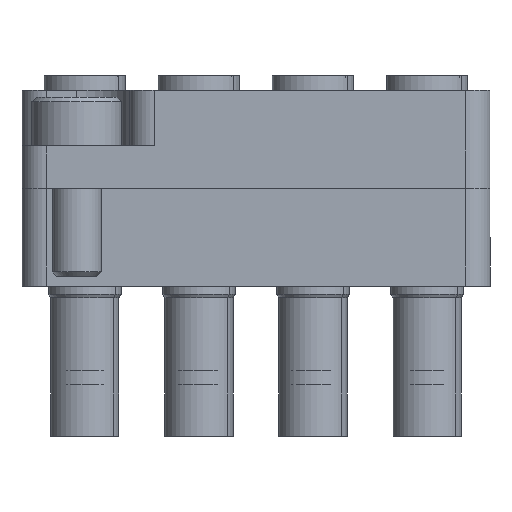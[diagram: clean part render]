
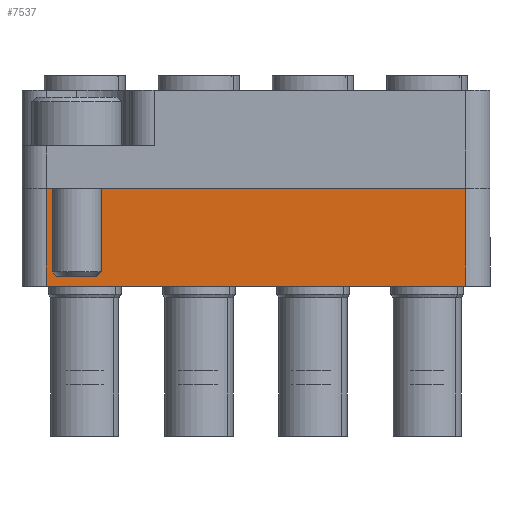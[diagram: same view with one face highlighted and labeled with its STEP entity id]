
A CAD part, front view. The second image highlights one B-rep face of the part: STEP entity #7537.
In plain terms, the highlighted face is planar.
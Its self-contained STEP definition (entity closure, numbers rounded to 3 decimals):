
#151 = DIRECTION ( 'NONE',  ( 0., 1., 0. ) ) ;
#861 = CARTESIAN_POINT ( 'NONE',  ( 22., 0., 14.35 ) ) ;
#1068 = LINE ( 'NONE', #861, #16976 ) ;
#1890 = EDGE_CURVE ( 'NONE', #13379, #6132, #9700, .T. ) ;
#2589 = VERTEX_POINT ( 'NONE', #17893 ) ;
#2694 = DIRECTION ( 'NONE',  ( 0., -1., 0. ) ) ;
#3271 = DIRECTION ( 'NONE',  ( -1., 0., 0. ) ) ;
#4117 = EDGE_CURVE ( 'NONE', #15987, #2589, #10800, .T. ) ;
#5124 = LINE ( 'NONE', #9938, #20504 ) ;
#6132 = VERTEX_POINT ( 'NONE', #11832 ) ;
#7359 = EDGE_CURVE ( 'NONE', #13379, #2589, #5124, .T. ) ;
#7528 = CARTESIAN_POINT ( 'NONE',  ( 22., -6., 12.85 ) ) ;
#7537 = ADVANCED_FACE ( 'NONE', ( #15674 ), #14104, .F. ) ;
#7559 = EDGE_LOOP ( 'NONE', ( #12124, #15826, #10698, #14019 ) ) ;
#7851 = EDGE_CURVE ( 'NONE', #6132, #15987, #1068, .T. ) ;
#9135 = DIRECTION ( 'NONE',  ( 0., 0., 1. ) ) ;
#9700 = LINE ( 'NONE', #14536, #15361 ) ;
#9938 = CARTESIAN_POINT ( 'NONE',  ( 22., -6., 14.35 ) ) ;
#10698 = ORIENTED_EDGE ( 'NONE', *, *, #7851, .T. ) ;
#10800 = LINE ( 'NONE', #7528, #17478 ) ;
#11832 = CARTESIAN_POINT ( 'NONE',  ( 22., 0., -12.85 ) ) ;
#12124 = ORIENTED_EDGE ( 'NONE', *, *, #7359, .F. ) ;
#13379 = VERTEX_POINT ( 'NONE', #20630 ) ;
#14019 = ORIENTED_EDGE ( 'NONE', *, *, #4117, .T. ) ;
#14104 = PLANE ( 'NONE',  #16484 ) ;
#14536 = CARTESIAN_POINT ( 'NONE',  ( 22., 0., -12.85 ) ) ;
#15361 = VECTOR ( 'NONE', #151, 1000. ) ;
#15674 = FACE_OUTER_BOUND ( 'NONE', #7559, .T. ) ;
#15826 = ORIENTED_EDGE ( 'NONE', *, *, #1890, .T. ) ;
#15987 = VERTEX_POINT ( 'NONE', #16389 ) ;
#15990 = DIRECTION ( 'NONE',  ( 0., 0., 1. ) ) ;
#16198 = CARTESIAN_POINT ( 'NONE',  ( 22., -6., 14.35 ) ) ;
#16343 = DIRECTION ( 'NONE',  ( 0., 0., 1. ) ) ;
#16389 = CARTESIAN_POINT ( 'NONE',  ( 22., 0., 12.85 ) ) ;
#16484 = AXIS2_PLACEMENT_3D ( 'NONE', #16198, #3271, #15990 ) ;
#16976 = VECTOR ( 'NONE', #9135, 1000. ) ;
#17478 = VECTOR ( 'NONE', #2694, 1000. ) ;
#17893 = CARTESIAN_POINT ( 'NONE',  ( 22., -6., 12.85 ) ) ;
#20504 = VECTOR ( 'NONE', #16343, 1000. ) ;
#20630 = CARTESIAN_POINT ( 'NONE',  ( 22., -6., -12.85 ) ) ;
